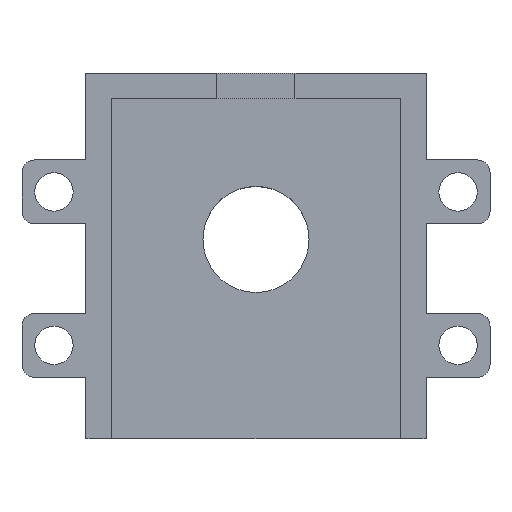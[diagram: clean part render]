
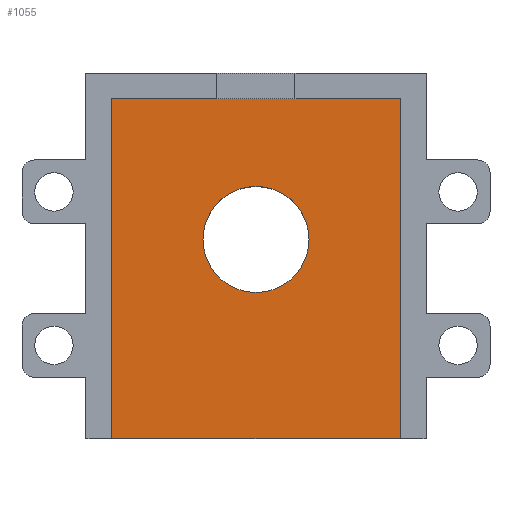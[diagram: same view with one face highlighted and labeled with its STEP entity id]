
A CAD part, top view. The second image highlights one B-rep face of the part: STEP entity #1055.
In plain terms, the highlighted planar face has unit normal (0, 0, 1).
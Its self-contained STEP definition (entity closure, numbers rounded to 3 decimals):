
#12 = CARTESIAN_POINT ( 'NONE',  ( 4.15, 2.3, 0. ) ) ;
#60 = PLANE ( 'NONE',  #544 ) ;
#279 = VECTOR ( 'NONE', #804, 1000. ) ;
#304 = ORIENTED_EDGE ( 'NONE', *, *, #537, .F. ) ;
#313 = LINE ( 'NONE', #1619, #279 ) ;
#379 = DIRECTION ( 'NONE',  ( 0., 0., -1. ) ) ;
#383 = CARTESIAN_POINT ( 'NONE',  ( 11.3, -13.3, 0. ) ) ;
#449 = VECTOR ( 'NONE', #1668, 1000. ) ;
#452 = CARTESIAN_POINT ( 'NONE',  ( -4.15, 2.3, 0. ) ) ;
#457 = DIRECTION ( 'NONE',  ( -1., 0., 0. ) ) ;
#537 = EDGE_CURVE ( 'NONE', #1853, #1176, #1177, .T. ) ;
#544 = AXIS2_PLACEMENT_3D ( 'NONE', #1015, #379, #1335 ) ;
#571 = CARTESIAN_POINT ( 'NONE',  ( 11.3, 13.3, 0. ) ) ;
#612 = CARTESIAN_POINT ( 'NONE',  ( -11.3, -13.3, 0. ) ) ;
#656 = VERTEX_POINT ( 'NONE', #571 ) ;
#695 = EDGE_CURVE ( 'NONE', #1176, #656, #763, .T. ) ;
#697 = ORIENTED_EDGE ( 'NONE', *, *, #695, .F. ) ;
#715 = AXIS2_PLACEMENT_3D ( 'NONE', #934, #1580, #457 ) ;
#763 = LINE ( 'NONE', #1215, #828 ) ;
#804 = DIRECTION ( 'NONE',  ( 0., -1., 0. ) ) ;
#827 = VERTEX_POINT ( 'NONE', #452 ) ;
#828 = VECTOR ( 'NONE', #1402, 1000. ) ;
#884 = EDGE_LOOP ( 'NONE', ( #1204, #989 ) ) ;
#924 = LINE ( 'NONE', #946, #1431 ) ;
#926 = EDGE_CURVE ( 'NONE', #656, #1708, #313, .T. ) ;
#934 = CARTESIAN_POINT ( 'NONE',  ( 0., 2.3, 0. ) ) ;
#946 = CARTESIAN_POINT ( 'NONE',  ( 13.3, -13.3, 0. ) ) ;
#989 = ORIENTED_EDGE ( 'NONE', *, *, #1440, .T. ) ;
#1007 = CARTESIAN_POINT ( 'NONE',  ( -11.3, 13.3, 0. ) ) ;
#1015 = CARTESIAN_POINT ( 'NONE',  ( 0., 0., 0. ) ) ;
#1035 = ORIENTED_EDGE ( 'NONE', *, *, #926, .F. ) ;
#1055 = ADVANCED_FACE ( 'NONE', ( #1981, #1164 ), #60, .F. ) ;
#1164 = FACE_OUTER_BOUND ( 'NONE', #1987, .T. ) ;
#1176 = VERTEX_POINT ( 'NONE', #1399 ) ;
#1177 = LINE ( 'NONE', #1007, #449 ) ;
#1204 = ORIENTED_EDGE ( 'NONE', *, *, #1452, .T. ) ;
#1215 = CARTESIAN_POINT ( 'NONE',  ( -11.3, 13.3, 0. ) ) ;
#1335 = DIRECTION ( 'NONE',  ( -1., 0., 0. ) ) ;
#1375 = VERTEX_POINT ( 'NONE', #12 ) ;
#1399 = CARTESIAN_POINT ( 'NONE',  ( -11.3, 13.3, 0. ) ) ;
#1402 = DIRECTION ( 'NONE',  ( 1., 0., 0. ) ) ;
#1419 = DIRECTION ( 'NONE',  ( -1., 0., 0. ) ) ;
#1431 = VECTOR ( 'NONE', #1897, 1000. ) ;
#1440 = EDGE_CURVE ( 'NONE', #1375, #827, #1812, .T. ) ;
#1452 = EDGE_CURVE ( 'NONE', #827, #1375, #1948, .T. ) ;
#1469 = EDGE_CURVE ( 'NONE', #1708, #1853, #924, .T. ) ;
#1572 = DIRECTION ( 'NONE',  ( 0., 0., -1. ) ) ;
#1580 = DIRECTION ( 'NONE',  ( 0., 0., -1. ) ) ;
#1619 = CARTESIAN_POINT ( 'NONE',  ( 11.3, 13.3, 0. ) ) ;
#1668 = DIRECTION ( 'NONE',  ( 0., 1., 0. ) ) ;
#1708 = VERTEX_POINT ( 'NONE', #383 ) ;
#1742 = CARTESIAN_POINT ( 'NONE',  ( 0., 2.3, 0. ) ) ;
#1812 = CIRCLE ( 'NONE', #2012, 4.15 ) ;
#1853 = VERTEX_POINT ( 'NONE', #612 ) ;
#1897 = DIRECTION ( 'NONE',  ( -1., 0., 0. ) ) ;
#1948 = CIRCLE ( 'NONE', #715, 4.15 ) ;
#1981 = FACE_BOUND ( 'NONE', #884, .T. ) ;
#1987 = EDGE_LOOP ( 'NONE', ( #1035, #697, #304, #2063 ) ) ;
#2012 = AXIS2_PLACEMENT_3D ( 'NONE', #1742, #1572, #1419 ) ;
#2063 = ORIENTED_EDGE ( 'NONE', *, *, #1469, .F. ) ;
